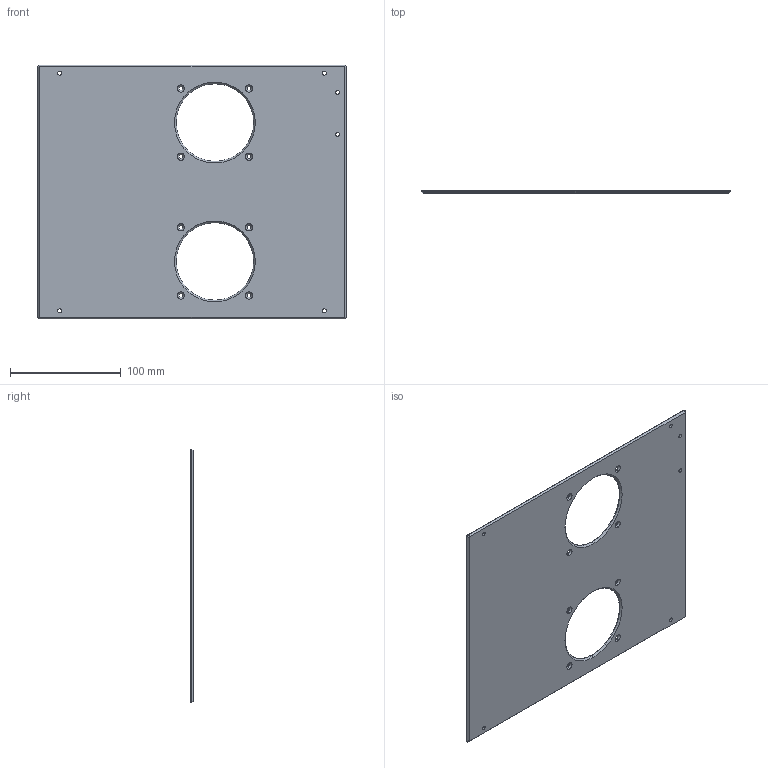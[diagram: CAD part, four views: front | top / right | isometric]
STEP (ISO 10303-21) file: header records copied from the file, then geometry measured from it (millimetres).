
FILE_DESCRIPTION (( 'STEP AP203' ), '1' );
FILE_NAME ('Bottom_Plate.STEP', '2023-04-26T11:36:01', ( '' ), ( '' ), 'SwSTEP 2.0', 'SolidWorks 2018', '' );
FILE_SCHEMA (( 'CONFIG_CONTROL_DESIGN' ));
Length unit declared in the file: millimetre
Products named in the file (1): Bottom_Plate
Bounding box: 279 x 2 x 229 mm (x, y, z)
Volume: 110347.2 mm3; surface area: 113997.5 mm2
Topology: 1 solids, 1 shells, 70 faces, 176 edges, 108 vertices
Faces by surface type: cylinder 36, cone 24, plane 10
Entity records: 2253 total; most frequent: DIRECTION 414, CARTESIAN_POINT 355, ORIENTED_EDGE 352, EDGE_CURVE 176, AXIS2_PLACEMENT_3D 167, VERTEX_POINT 108, EDGE_LOOP 102, CIRCLE 96
